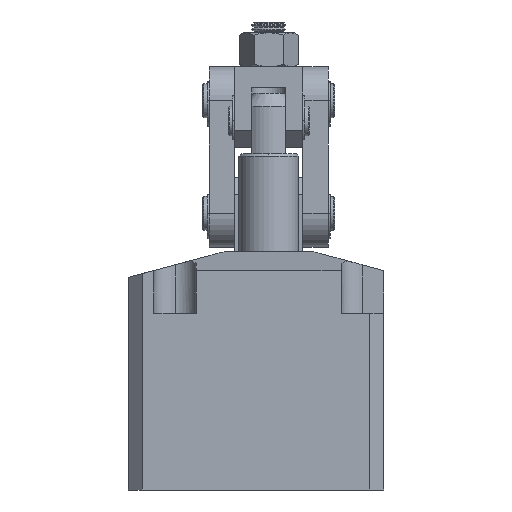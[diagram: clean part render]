
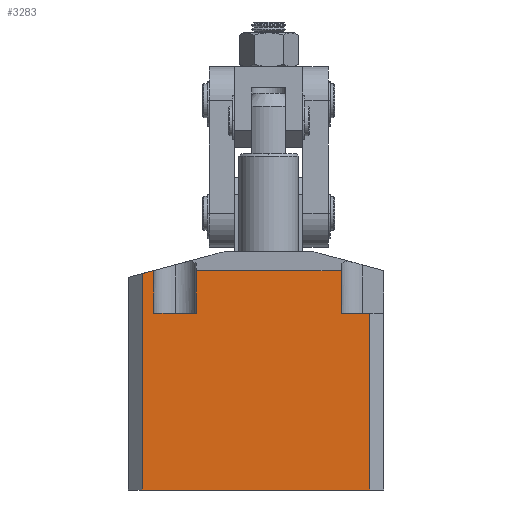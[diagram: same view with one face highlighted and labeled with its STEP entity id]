
A CAD part, left-side view. The second image highlights one B-rep face of the part: STEP entity #3283.
In plain terms, the highlighted face is planar.
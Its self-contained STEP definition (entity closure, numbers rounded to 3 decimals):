
#162 = LINE ( 'NONE', #1928, #7901 ) ;
#251 = VECTOR ( 'NONE', #315, 1000. ) ;
#297 = CARTESIAN_POINT ( 'NONE',  ( -53.5, -8.842, -54. ) ) ;
#315 = DIRECTION ( 'NONE',  ( 1., 0., 0. ) ) ;
#758 = DIRECTION ( 'NONE',  ( 1., 0., 0. ) ) ;
#778 = CARTESIAN_POINT ( 'NONE',  ( 28., -29., -54. ) ) ;
#842 = CARTESIAN_POINT ( 'NONE',  ( -53.5, -29., -54. ) ) ;
#1017 = VERTEX_POINT ( 'NONE', #6183 ) ;
#1148 = AXIS2_PLACEMENT_3D ( 'NONE', #7144, #7039, #7020 ) ;
#1326 = ORIENTED_EDGE ( 'NONE', *, *, #12871, .T. ) ;
#1536 = LINE ( 'NONE', #2181, #8317 ) ;
#1656 = ORIENTED_EDGE ( 'NONE', *, *, #9274, .T. ) ;
#1658 = CARTESIAN_POINT ( 'NONE',  ( -40., -8.842, -54. ) ) ;
#1709 = VERTEX_POINT ( 'NONE', #7356 ) ;
#1734 = DIRECTION ( 'NONE',  ( 0., 1., 0. ) ) ;
#1928 = CARTESIAN_POINT ( 'NONE',  ( 48., -112., -54. ) ) ;
#2181 = CARTESIAN_POINT ( 'NONE',  ( 0., -112., -54. ) ) ;
#2206 = DIRECTION ( 'NONE',  ( 1., 0., 0. ) ) ;
#2223 = CARTESIAN_POINT ( 'NONE',  ( 53.5, -112., -54. ) ) ;
#2530 = CARTESIAN_POINT ( 'NONE',  ( 48., -29., -54. ) ) ;
#2579 = EDGE_CURVE ( 'NONE', #6245, #1709, #5756, .T. ) ;
#2631 = DIRECTION ( 'NONE',  ( 0., 1., 0. ) ) ;
#3130 = EDGE_CURVE ( 'NONE', #6765, #6491, #8907, .T. ) ;
#3283 = ADVANCED_FACE ( 'NONE', ( #10384 ), #7382, .T. ) ;
#3546 = CARTESIAN_POINT ( 'NONE',  ( -40., -112., -54. ) ) ;
#3647 = VECTOR ( 'NONE', #13542, 1000. ) ;
#3938 = VECTOR ( 'NONE', #758, 1000. ) ;
#4054 = VERTEX_POINT ( 'NONE', #2223 ) ;
#4103 = CARTESIAN_POINT ( 'NONE',  ( 48., -8.842, -54. ) ) ;
#4157 = VERTEX_POINT ( 'NONE', #1658 ) ;
#5015 = ORIENTED_EDGE ( 'NONE', *, *, #7484, .T. ) ;
#5217 = ORIENTED_EDGE ( 'NONE', *, *, #13809, .T. ) ;
#5247 = ORIENTED_EDGE ( 'NONE', *, *, #9115, .F. ) ;
#5345 = CARTESIAN_POINT ( 'NONE',  ( 28., -8.842, -54. ) ) ;
#5623 = EDGE_LOOP ( 'NONE', ( #6834, #5247, #5015, #1656, #6916, #11376, #1326, #13097, #5217, #9640 ) ) ;
#5756 = LINE ( 'NONE', #12488, #5817 ) ;
#5817 = VECTOR ( 'NONE', #12409, 1000. ) ;
#6183 = CARTESIAN_POINT ( 'NONE',  ( -40., -29., -54. ) ) ;
#6245 = VERTEX_POINT ( 'NONE', #4103 ) ;
#6392 = CARTESIAN_POINT ( 'NONE',  ( -53.5, -112., -54. ) ) ;
#6491 = VERTEX_POINT ( 'NONE', #2530 ) ;
#6765 = VERTEX_POINT ( 'NONE', #778 ) ;
#6834 = ORIENTED_EDGE ( 'NONE', *, *, #8155, .F. ) ;
#6846 = EDGE_CURVE ( 'NONE', #4157, #11360, #10233, .T. ) ;
#6916 = ORIENTED_EDGE ( 'NONE', *, *, #7293, .T. ) ;
#7020 = DIRECTION ( 'NONE',  ( -1., 0., 0. ) ) ;
#7039 = DIRECTION ( 'NONE',  ( 0., 0., -1. ) ) ;
#7140 = CARTESIAN_POINT ( 'NONE',  ( 28., -112., -54. ) ) ;
#7144 = CARTESIAN_POINT ( 'NONE',  ( -53.5, -112., -54. ) ) ;
#7293 = EDGE_CURVE ( 'NONE', #1017, #4157, #10450, .T. ) ;
#7356 = CARTESIAN_POINT ( 'NONE',  ( 53.5, -10.316, -54. ) ) ;
#7382 = PLANE ( 'NONE',  #1148 ) ;
#7484 = EDGE_CURVE ( 'NONE', #9708, #10778, #13071, .T. ) ;
#7708 = LINE ( 'NONE', #7140, #3647 ) ;
#7765 = VECTOR ( 'NONE', #10710, 1000. ) ;
#7901 = VECTOR ( 'NONE', #2631, 1000. ) ;
#8155 = EDGE_CURVE ( 'NONE', #4054, #1709, #8941, .T. ) ;
#8317 = VECTOR ( 'NONE', #2206, 1000. ) ;
#8625 = DIRECTION ( 'NONE',  ( 1., 0., 0. ) ) ;
#8766 = CARTESIAN_POINT ( 'NONE',  ( -53.5, -29., -54. ) ) ;
#8774 = CARTESIAN_POINT ( 'NONE',  ( -53.5, -29., -54. ) ) ;
#8907 = LINE ( 'NONE', #8774, #11049 ) ;
#8941 = LINE ( 'NONE', #9962, #7765 ) ;
#9115 = EDGE_CURVE ( 'NONE', #9708, #4054, #1536, .T. ) ;
#9274 = EDGE_CURVE ( 'NONE', #10778, #1017, #11523, .T. ) ;
#9640 = ORIENTED_EDGE ( 'NONE', *, *, #2579, .T. ) ;
#9708 = VERTEX_POINT ( 'NONE', #6392 ) ;
#9962 = CARTESIAN_POINT ( 'NONE',  ( 53.5, -112., -54. ) ) ;
#10115 = VECTOR ( 'NONE', #1734, 1000. ) ;
#10233 = LINE ( 'NONE', #297, #251 ) ;
#10384 = FACE_OUTER_BOUND ( 'NONE', #5623, .T. ) ;
#10450 = LINE ( 'NONE', #3546, #10115 ) ;
#10710 = DIRECTION ( 'NONE',  ( 0., 1., 0. ) ) ;
#10778 = VERTEX_POINT ( 'NONE', #8766 ) ;
#11049 = VECTOR ( 'NONE', #8625, 1000. ) ;
#11360 = VERTEX_POINT ( 'NONE', #5345 ) ;
#11376 = ORIENTED_EDGE ( 'NONE', *, *, #6846, .T. ) ;
#11453 = DIRECTION ( 'NONE',  ( 0., 1., 0. ) ) ;
#11492 = CARTESIAN_POINT ( 'NONE',  ( -53.5, -112., -54. ) ) ;
#11523 = LINE ( 'NONE', #842, #3938 ) ;
#12409 = DIRECTION ( 'NONE',  ( 0.966, -0.259, 0. ) ) ;
#12488 = CARTESIAN_POINT ( 'NONE',  ( 48., -8.842, -54. ) ) ;
#12758 = VECTOR ( 'NONE', #11453, 1000. ) ;
#12871 = EDGE_CURVE ( 'NONE', #11360, #6765, #7708, .T. ) ;
#13071 = LINE ( 'NONE', #11492, #12758 ) ;
#13097 = ORIENTED_EDGE ( 'NONE', *, *, #3130, .T. ) ;
#13542 = DIRECTION ( 'NONE',  ( 0., -1., 0. ) ) ;
#13809 = EDGE_CURVE ( 'NONE', #6491, #6245, #162, .T. ) ;
